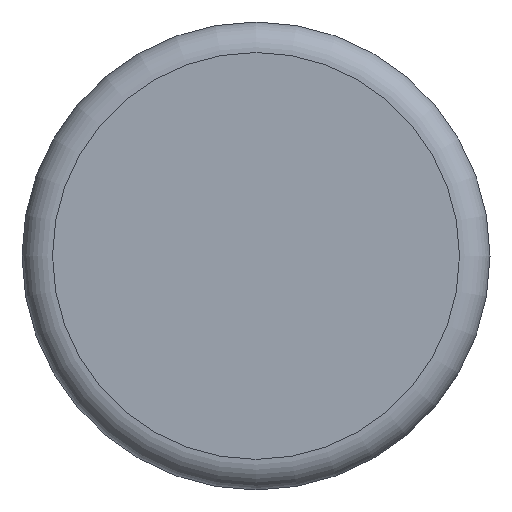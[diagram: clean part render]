
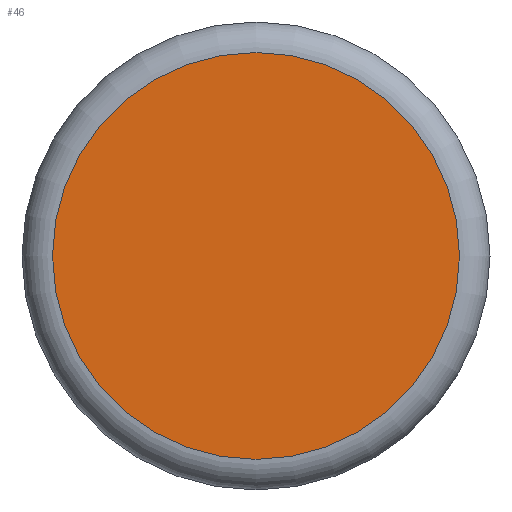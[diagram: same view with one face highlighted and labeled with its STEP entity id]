
A CAD part, top view. The second image highlights one B-rep face of the part: STEP entity #46.
In plain terms, the highlighted planar face has unit normal (0, 0, 1).
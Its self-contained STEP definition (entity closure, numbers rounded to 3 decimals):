
#46 = ADVANCED_FACE( '', ( #99 ), #100, .F. );
#99 = FACE_OUTER_BOUND( '', #160, .T. );
#100 = PLANE( '', #161 );
#160 = EDGE_LOOP( '', ( #223 ) );
#161 = AXIS2_PLACEMENT_3D( '', #224, #225, #226 );
#223 = ORIENTED_EDGE( '', *, *, #290, .T. );
#224 = CARTESIAN_POINT( '', ( 0., 11.5, 55. ) );
#225 = DIRECTION( '', ( 0., 0., -1. ) );
#226 = DIRECTION( '', ( -1., 0., 0. ) );
#290 = EDGE_CURVE( '', #322, #322, #323, .F. );
#322 = VERTEX_POINT( '', #360 );
#323 = CIRCLE( '', #361, 9.995 );
#360 = CARTESIAN_POINT( '', ( -9.995, 0., 55. ) );
#361 = AXIS2_PLACEMENT_3D( '', #400, #401, #402 );
#400 = CARTESIAN_POINT( '', ( 0., 0., 55. ) );
#401 = DIRECTION( '', ( 0., 0., -1. ) );
#402 = DIRECTION( '', ( -1., 0., 0. ) );
